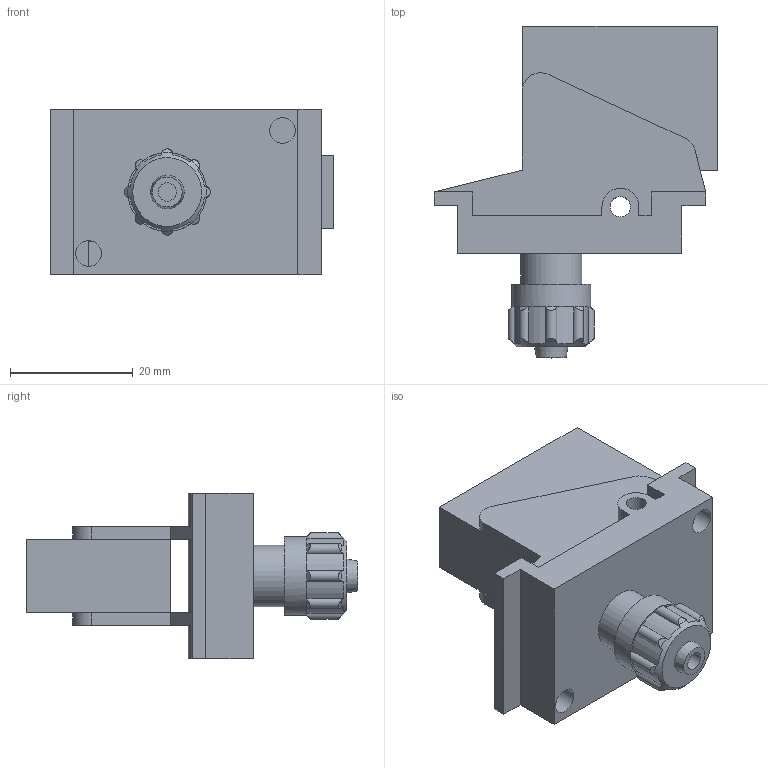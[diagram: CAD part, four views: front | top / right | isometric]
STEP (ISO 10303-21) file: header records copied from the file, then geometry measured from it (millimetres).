
FILE_DESCRIPTION(/* description */ ('STEP AP214'),/* implementation_level */ '2;1');
FILE_NAME(/* name */ '7471_PE-PK-4-SW',/* time_stamp */ '2024-09-13T18:17:43+02:00',/* author */ ('License CC BY-ND 4.0'),/* organization */ ('CADENAS'),/* preprocessor_version */ 'ST-DEVELOPER v19.3',/* originating_system */ 'PARTsolutions',/* authorisation */ ' ');
FILE_SCHEMA (('AUTOMOTIVE_DESIGN { 1 0 10303 214 3 1 1 }','AUTOMOTIVE_DESIGN {1 0 10303 214 3 1 1}'));
Length unit declared in the file: millimetre
Products named in the file (1): 7471 PE-PK-4-SW
Bounding box: 46.05 x 54 x 27 mm (x, y, z)
Volume: 20188.9 mm3; surface area: 8840.2 mm2
Topology: 1 solids, 1 shells, 108 faces, 287 edges, 185 vertices
Faces by surface type: plane 61, cylinder 29, cone 18
Full cylindrical faces by diameter (mm): 3 x1, 3.3 x1, 4.2 x2, 10 x1, 12.835 x1
Entity records: 3396 total; most frequent: CARTESIAN_POINT 711, ORIENTED_EDGE 552, DIRECTION 548, EDGE_CURVE 276, AXIS2_PLACEMENT_3D 195, VERTEX_POINT 182, LINE 158, VECTOR 158
